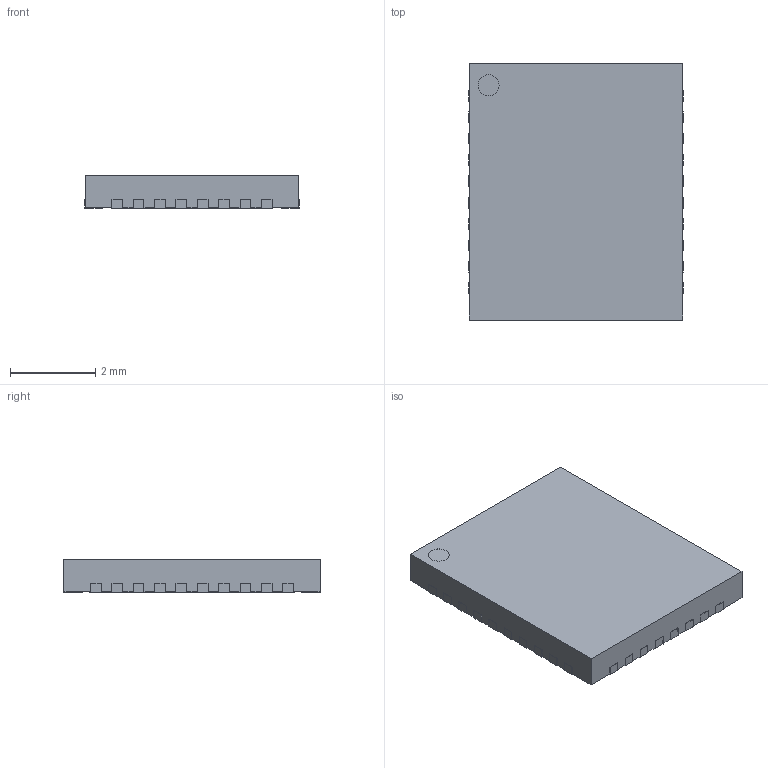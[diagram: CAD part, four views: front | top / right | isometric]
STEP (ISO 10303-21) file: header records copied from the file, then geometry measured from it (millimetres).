
FILE_DESCRIPTION (( 'STEP AP214' ), '1' );
FILE_NAME ('QFN-36_L5.0-W6.0-P0.50-TL-EP.STEP', '2022-05-09T14:03:14', ( '' ), ( '' ), 'SwSTEP 2.0', 'SolidWorks 2020', '' );
FILE_SCHEMA (( 'AUTOMOTIVE_DESIGN' ));
Length unit declared in the file: millimetre
Products named in the file (1): QFN-36_L5.0-W6.0-P0.50-TL-EP
Bounding box: 5.02 x 6.02 x 0.76 mm (x, y, z)
Volume: 22.7 mm3; surface area: 77.4 mm2
Topology: 1 solids, 1 shells, 303 faces, 876 edges, 584 vertices
Faces by surface type: plane 237, cylinder 52, bspline 14
Entity records: 13921 total; most frequent: CARTESIAN_POINT 2562, ORIENTED_EDGE 1752, DIRECTION 1532, EDGE_CURVE 876, VECTOR 744, LINE 744, VERTEX_POINT 584, AXIS2_PLACEMENT_3D 394
